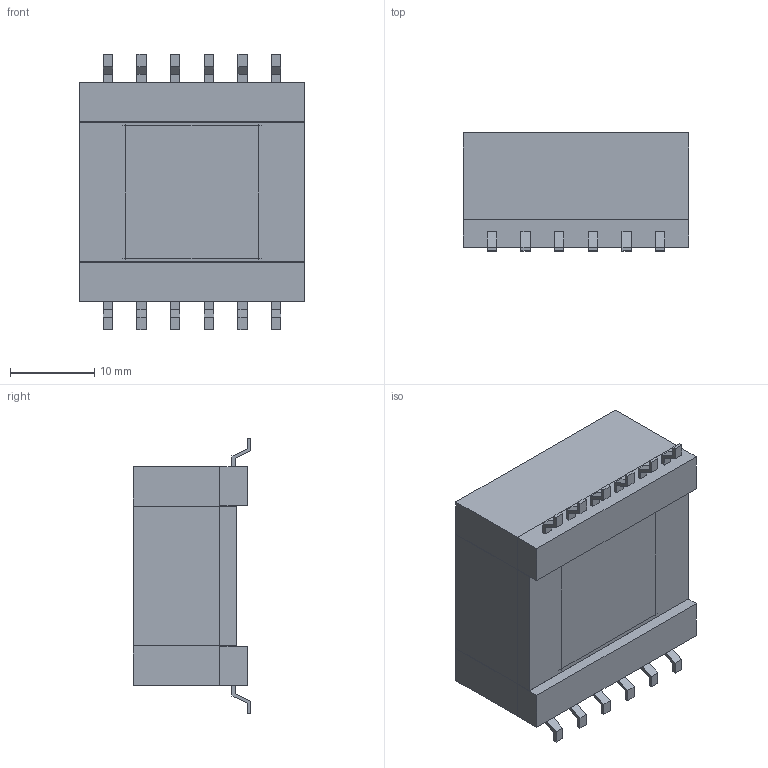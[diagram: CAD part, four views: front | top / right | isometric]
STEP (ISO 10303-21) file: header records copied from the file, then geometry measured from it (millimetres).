
FILE_DESCRIPTION (( 'STEP AP214' ), '1' );
FILE_NAME ('Coilcraft-GA3460-BL.STEP', '2020-11-20T18:55:45', ( '' ), ( '' ), 'SwSTEP 2.0', 'SolidWorks 2020', '' );
FILE_SCHEMA (( 'AUTOMOTIVE_DESIGN' ));
Length unit declared in the file: millimetre
Products named in the file (1): Coilcraft-GA3460-BL
Bounding box: 26.77 x 14 x 32.66 mm (x, y, z)
Volume: 8642 mm3; surface area: 4185.5 mm2
Topology: 3 solids, 3 shells, 540 faces, 1374 edges, 880 vertices
Faces by surface type: plane 283, bspline 251, cylinder 6
Entity records: 25351 total; most frequent: CARTESIAN_POINT 9029, ORIENTED_EDGE 2748, DIRECTION 1464, EDGE_CURVE 1374, VERTEX_POINT 880, VECTOR 860, LINE 860, EDGE_LOOP 584
